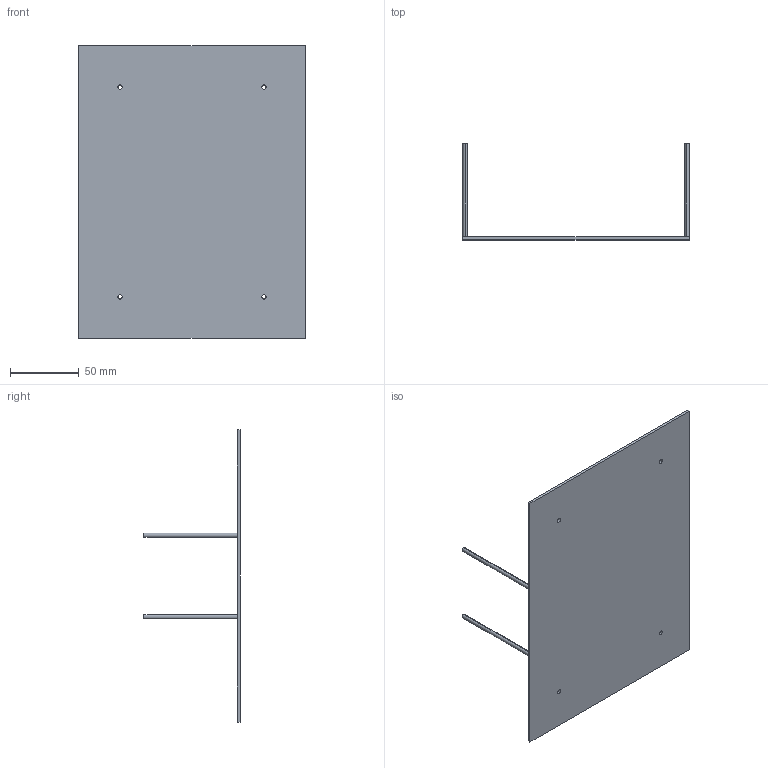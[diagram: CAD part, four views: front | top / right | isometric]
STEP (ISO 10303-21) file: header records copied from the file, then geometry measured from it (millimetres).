
FILE_DESCRIPTION (( 'STEP AP203' ), '1' );
FILE_NAME ('battery support.STEP', '2022-07-07T03:44:34', ( '' ), ( '' ), 'SwSTEP 2.0', 'SolidWorks 2020', '' );
FILE_SCHEMA (( 'CONFIG_CONTROL_DESIGN' ));
Length unit declared in the file: millimetre
Products named in the file (1): battery support
Bounding box: 164.9 x 70 x 213 mm (x, y, z)
Volume: 72240 mm3; surface area: 74425.5 mm2
Topology: 1 solids, 1 shells, 26 faces, 68 edges, 44 vertices
Faces by surface type: cylinder 16, plane 10
Entity records: 909 total; most frequent: DIRECTION 158, CARTESIAN_POINT 139, ORIENTED_EDGE 136, EDGE_CURVE 68, AXIS2_PLACEMENT_3D 63, VERTEX_POINT 44, CIRCLE 36, EDGE_LOOP 34
